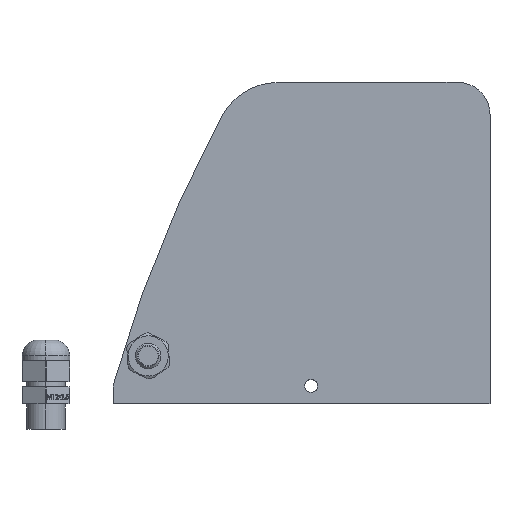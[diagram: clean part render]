
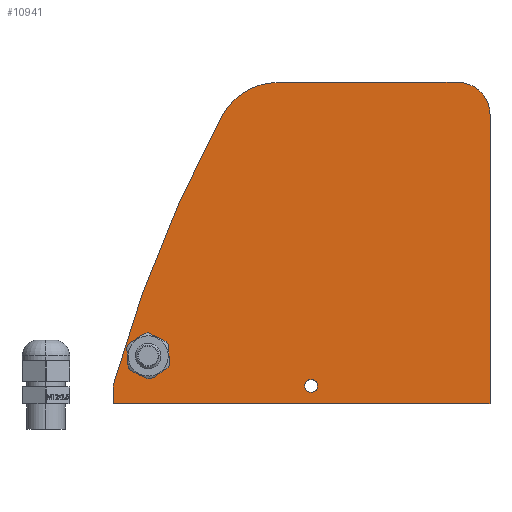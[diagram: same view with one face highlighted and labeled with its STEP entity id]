
A CAD part, top view. The second image highlights one B-rep face of the part: STEP entity #10941.
In plain terms, the highlighted planar face has unit normal (0, 0, 1).
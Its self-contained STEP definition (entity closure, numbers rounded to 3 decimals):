
#807 = ORIENTED_EDGE ( 'NONE', *, *, #1854, .T. ) ;
#1090 = CIRCLE ( 'NONE', #16344, 400. ) ;
#1166 = DIRECTION ( 'NONE',  ( 1., 0., 0. ) ) ;
#1657 = AXIS2_PLACEMENT_3D ( 'NONE', #12595, #11404, #12759 ) ;
#1854 = EDGE_CURVE ( 'NONE', #9266, #9577, #14461, .T. ) ;
#2094 = DIRECTION ( 'NONE',  ( 0., 1., 0. ) ) ;
#2219 = EDGE_CURVE ( 'NONE', #6205, #7595, #11377, .T. ) ;
#2393 = DIRECTION ( 'NONE',  ( 1., 0., 0. ) ) ;
#2454 = CARTESIAN_POINT ( 'NONE',  ( -85., -45., 7.5 ) ) ;
#2509 = DIRECTION ( 'NONE',  ( -1., 0., 0. ) ) ;
#2527 = VERTEX_POINT ( 'NONE', #12153 ) ;
#2871 = AXIS2_PLACEMENT_3D ( 'NONE', #14309, #8843, #7336 ) ;
#3185 = CARTESIAN_POINT ( 'NONE',  ( -25., -45., 7.5 ) ) ;
#3287 = EDGE_CURVE ( 'NONE', #11125, #15568, #3748, .T. ) ;
#3586 = FACE_OUTER_BOUND ( 'NONE', #15633, .T. ) ;
#3747 = CARTESIAN_POINT ( 'NONE',  ( -45., 50., 7.5 ) ) ;
#3748 = CIRCLE ( 'NONE', #2871, 3.5 ) ;
#3978 = DIRECTION ( 'NONE',  ( 0., 0., 1. ) ) ;
#4131 = VECTOR ( 'NONE', #2094, 1000. ) ;
#4378 = LINE ( 'NONE', #13854, #6498 ) ;
#4633 = AXIS2_PLACEMENT_3D ( 'NONE', #9368, #3978, #2509 ) ;
#4671 = ORIENTED_EDGE ( 'NONE', *, *, #2219, .F. ) ;
#5147 = LINE ( 'NONE', #13308, #8613 ) ;
#5316 = FACE_BOUND ( 'NONE', #12262, .T. ) ;
#5504 = FACE_BOUND ( 'NONE', #15141, .T. ) ;
#5654 = EDGE_CURVE ( 'NONE', #7595, #6205, #15559, .T. ) ;
#5766 = ORIENTED_EDGE ( 'NONE', *, *, #7021, .T. ) ;
#6028 = AXIS2_PLACEMENT_3D ( 'NONE', #12573, #13902, #16598 ) ;
#6205 = VERTEX_POINT ( 'NONE', #3185 ) ;
#6346 = DIRECTION ( 'NONE',  ( 0., 0., -1. ) ) ;
#6477 = AXIS2_PLACEMENT_3D ( 'NONE', #3747, #16691, #9935 ) ;
#6498 = VECTOR ( 'NONE', #11268, 1000. ) ;
#6964 = VERTEX_POINT ( 'NONE', #2454 ) ;
#7021 = EDGE_CURVE ( 'NONE', #2527, #8370, #16832, .T. ) ;
#7292 = EDGE_CURVE ( 'NONE', #8370, #9266, #10165, .T. ) ;
#7336 = DIRECTION ( 'NONE',  ( -1., 0., 0. ) ) ;
#7595 = VERTEX_POINT ( 'NONE', #8612 ) ;
#7600 = EDGE_CURVE ( 'NONE', #12697, #2527, #4378, .T. ) ;
#7649 = ORIENTED_EDGE ( 'NONE', *, *, #7292, .T. ) ;
#7744 = CARTESIAN_POINT ( 'NONE',  ( -70.5, -35.6, 7.5 ) ) ;
#8370 = VERTEX_POINT ( 'NONE', #8493 ) ;
#8493 = CARTESIAN_POINT ( 'NONE',  ( 23., 50., 7.5 ) ) ;
#8525 = EDGE_CURVE ( 'NONE', #15991, #12697, #5147, .T. ) ;
#8612 = CARTESIAN_POINT ( 'NONE',  ( -21., -45., 7.5 ) ) ;
#8613 = VECTOR ( 'NONE', #1166, 1000. ) ;
#8843 = DIRECTION ( 'NONE',  ( 0., 0., -1. ) ) ;
#8931 = CARTESIAN_POINT ( 'NONE',  ( -33.31, 30., 7.5 ) ) ;
#8936 = CARTESIAN_POINT ( 'NONE',  ( -85., -50.6, 7.5 ) ) ;
#9266 = VERTEX_POINT ( 'NONE', #15737 ) ;
#9368 = CARTESIAN_POINT ( 'NONE',  ( 23., 40., 7.5 ) ) ;
#9437 = ORIENTED_EDGE ( 'NONE', *, *, #7600, .T. ) ;
#9577 = VERTEX_POINT ( 'NONE', #10872 ) ;
#9642 = LINE ( 'NONE', #14074, #4131 ) ;
#9935 = DIRECTION ( 'NONE',  ( -1., 0., 0. ) ) ;
#10165 = LINE ( 'NONE', #13454, #13322 ) ;
#10434 = CARTESIAN_POINT ( 'NONE',  ( -23., -45., 7.5 ) ) ;
#10616 = ORIENTED_EDGE ( 'NONE', *, *, #3287, .T. ) ;
#10872 = CARTESIAN_POINT ( 'NONE',  ( -50.884, 39.549, 7.5 ) ) ;
#10941 = ADVANCED_FACE ( 'NONE', ( #5316, #5504, #3586 ), #11431, .F. ) ;
#11125 = VERTEX_POINT ( 'NONE', #7744 ) ;
#11268 = DIRECTION ( 'NONE',  ( 0., 1., 0. ) ) ;
#11377 = CIRCLE ( 'NONE', #6028, 2. ) ;
#11404 = DIRECTION ( 'NONE',  ( 0., 0., -1. ) ) ;
#11431 = PLANE ( 'NONE',  #6477 ) ;
#11827 = CARTESIAN_POINT ( 'NONE',  ( 33., -50.6, 7.5 ) ) ;
#12112 = EDGE_CURVE ( 'NONE', #15991, #6964, #9642, .T. ) ;
#12153 = CARTESIAN_POINT ( 'NONE',  ( 33., 40., 7.5 ) ) ;
#12161 = ORIENTED_EDGE ( 'NONE', *, *, #15873, .T. ) ;
#12262 = EDGE_LOOP ( 'NONE', ( #12161, #10616 ) ) ;
#12285 = ORIENTED_EDGE ( 'NONE', *, *, #8525, .T. ) ;
#12355 = ORIENTED_EDGE ( 'NONE', *, *, #12112, .F. ) ;
#12573 = CARTESIAN_POINT ( 'NONE',  ( -23., -45., 7.5 ) ) ;
#12595 = CARTESIAN_POINT ( 'NONE',  ( -74., -35.6, 7.5 ) ) ;
#12697 = VERTEX_POINT ( 'NONE', #11827 ) ;
#12759 = DIRECTION ( 'NONE',  ( -1., 0., 0. ) ) ;
#13102 = CARTESIAN_POINT ( 'NONE',  ( -77.5, -35.6, 7.5 ) ) ;
#13285 = ORIENTED_EDGE ( 'NONE', *, *, #5654, .F. ) ;
#13308 = CARTESIAN_POINT ( 'NONE',  ( -45., -50.6, 7.5 ) ) ;
#13322 = VECTOR ( 'NONE', #14570, 1000. ) ;
#13454 = CARTESIAN_POINT ( 'NONE',  ( -45., 50., 7.5 ) ) ;
#13854 = CARTESIAN_POINT ( 'NONE',  ( 33., -50.6, 7.5 ) ) ;
#13902 = DIRECTION ( 'NONE',  ( 0., 0., 1. ) ) ;
#14074 = CARTESIAN_POINT ( 'NONE',  ( -85., -50.6, 7.5 ) ) ;
#14192 = CARTESIAN_POINT ( 'NONE',  ( 300.581, -151.429, 7.5 ) ) ;
#14309 = CARTESIAN_POINT ( 'NONE',  ( -74., -35.6, 7.5 ) ) ;
#14461 = CIRCLE ( 'NONE', #16525, 20. ) ;
#14570 = DIRECTION ( 'NONE',  ( -1., 0., 0. ) ) ;
#14834 = CIRCLE ( 'NONE', #1657, 3.5 ) ;
#14882 = AXIS2_PLACEMENT_3D ( 'NONE', #10434, #17095, #2393 ) ;
#15141 = EDGE_LOOP ( 'NONE', ( #13285, #4671 ) ) ;
#15559 = CIRCLE ( 'NONE', #14882, 2. ) ;
#15561 = DIRECTION ( 'NONE',  ( 0., 0., 1. ) ) ;
#15568 = VERTEX_POINT ( 'NONE', #13102 ) ;
#15633 = EDGE_LOOP ( 'NONE', ( #9437, #5766, #7649, #807, #16419, #12355, #12285 ) ) ;
#15737 = CARTESIAN_POINT ( 'NONE',  ( -33.31, 50., 7.5 ) ) ;
#15873 = EDGE_CURVE ( 'NONE', #15568, #11125, #14834, .T. ) ;
#15991 = VERTEX_POINT ( 'NONE', #8936 ) ;
#16344 = AXIS2_PLACEMENT_3D ( 'NONE', #14192, #6346, #16990 ) ;
#16419 = ORIENTED_EDGE ( 'NONE', *, *, #16655, .F. ) ;
#16525 = AXIS2_PLACEMENT_3D ( 'NONE', #8931, #15561, #17058 ) ;
#16598 = DIRECTION ( 'NONE',  ( 1., 0., 0. ) ) ;
#16655 = EDGE_CURVE ( 'NONE', #6964, #9577, #1090, .T. ) ;
#16691 = DIRECTION ( 'NONE',  ( 0., 0., -1. ) ) ;
#16832 = CIRCLE ( 'NONE', #4633, 10. ) ;
#16990 = DIRECTION ( 'NONE',  ( -1., 0., 0. ) ) ;
#17058 = DIRECTION ( 'NONE',  ( -1., 0., 0. ) ) ;
#17095 = DIRECTION ( 'NONE',  ( 0., 0., 1. ) ) ;
